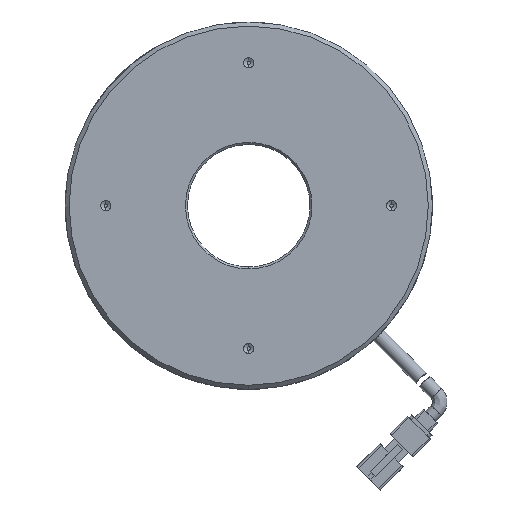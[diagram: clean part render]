
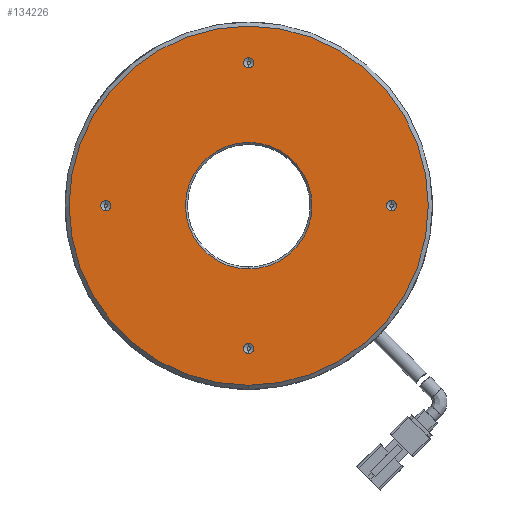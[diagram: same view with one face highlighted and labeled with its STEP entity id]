
A CAD part, front view. The second image highlights one B-rep face of the part: STEP entity #134226.
In plain terms, the highlighted planar face has unit normal (0, -1, 0).
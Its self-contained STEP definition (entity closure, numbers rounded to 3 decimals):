
#3610 = ORIENTED_EDGE ( 'NONE', *, *, #100786, .F. ) ;
#4166 = FACE_BOUND ( 'NONE', #98410, .T. ) ;
#4852 = ORIENTED_EDGE ( 'NONE', *, *, #121494, .F. ) ;
#7127 = EDGE_CURVE ( 'NONE', #130393, #85038, #51395, .T. ) ;
#11156 = CARTESIAN_POINT ( 'NONE',  ( -29.782, 3.918, 0. ) ) ;
#13427 = CIRCLE ( 'NONE', #78859, 1.25 ) ;
#20017 = PLANE ( 'NONE',  #100986 ) ;
#21331 = VERTEX_POINT ( 'NONE', #68288 ) ;
#21525 = CARTESIAN_POINT ( 'NONE',  ( -29.782, 3.918, 0. ) ) ;
#22392 = DIRECTION ( 'NONE',  ( 0., 0., 1. ) ) ;
#23062 = ORIENTED_EDGE ( 'NONE', *, *, #140523, .F. ) ;
#29042 = CARTESIAN_POINT ( 'NONE',  ( -29.782, 3.918, 35. ) ) ;
#32536 = ORIENTED_EDGE ( 'NONE', *, *, #79517, .F. ) ;
#32774 = DIRECTION ( 'NONE',  ( 0., 0., 1. ) ) ;
#33742 = CARTESIAN_POINT ( 'NONE',  ( -29.782, 3.918, 0. ) ) ;
#33939 = FACE_BOUND ( 'NONE', #70248, .T. ) ;
#35256 = AXIS2_PLACEMENT_3D ( 'NONE', #116983, #49863, #128304 ) ;
#37261 = CIRCLE ( 'NONE', #86897, 1.25 ) ;
#40341 = DIRECTION ( 'NONE',  ( 0., 0., -1. ) ) ;
#43096 = CARTESIAN_POINT ( 'NONE',  ( -64.782, 3.918, 1.25 ) ) ;
#43102 = EDGE_LOOP ( 'NONE', ( #3610, #58110 ) ) ;
#45087 = DIRECTION ( 'NONE',  ( 0., 0., -1. ) ) ;
#45628 = AXIS2_PLACEMENT_3D ( 'NONE', #64443, #142836, #75694 ) ;
#46148 = ORIENTED_EDGE ( 'NONE', *, *, #7127, .F. ) ;
#46892 = CIRCLE ( 'NONE', #89729, 44. ) ;
#47091 = DIRECTION ( 'NONE',  ( 0., -1., 0. ) ) ;
#49863 = DIRECTION ( 'NONE',  ( 0., -1., 0. ) ) ;
#51395 = CIRCLE ( 'NONE', #90978, 1.25 ) ;
#51985 = EDGE_LOOP ( 'NONE', ( #4852, #32536 ) ) ;
#52371 = DIRECTION ( 'NONE',  ( 0., -1., 0. ) ) ;
#54888 = CARTESIAN_POINT ( 'NONE',  ( -14.782, 3.918, 0. ) ) ;
#55194 = EDGE_LOOP ( 'NONE', ( #94083, #63303 ) ) ;
#56787 = CARTESIAN_POINT ( 'NONE',  ( 5.218, 3.918, 0. ) ) ;
#56982 = CIRCLE ( 'NONE', #129710, 44. ) ;
#58110 = ORIENTED_EDGE ( 'NONE', *, *, #102338, .F. ) ;
#59657 = CARTESIAN_POINT ( 'NONE',  ( -29.782, 3.918, 36.25 ) ) ;
#62091 = ORIENTED_EDGE ( 'NONE', *, *, #139906, .F. ) ;
#62389 = CARTESIAN_POINT ( 'NONE',  ( -29.782, 3.918, -36.25 ) ) ;
#63303 = ORIENTED_EDGE ( 'NONE', *, *, #116470, .F. ) ;
#63817 = FACE_OUTER_BOUND ( 'NONE', #51985, .T. ) ;
#64099 = DIRECTION ( 'NONE',  ( 0., -1., 0. ) ) ;
#64109 = DIRECTION ( 'NONE',  ( 0., -1., 0. ) ) ;
#64443 = CARTESIAN_POINT ( 'NONE',  ( 5.218, 3.918, 0. ) ) ;
#66138 = DIRECTION ( 'NONE',  ( 0., 0., 1. ) ) ;
#66391 = CARTESIAN_POINT ( 'NONE',  ( -29.782, 3.918, 35. ) ) ;
#68007 = DIRECTION ( 'NONE',  ( 0., 0., -1. ) ) ;
#68288 = CARTESIAN_POINT ( 'NONE',  ( 5.218, 3.918, 1.25 ) ) ;
#70248 = EDGE_LOOP ( 'NONE', ( #46148, #23062 ) ) ;
#71379 = AXIS2_PLACEMENT_3D ( 'NONE', #33742, #112230, #45087 ) ;
#72574 = CARTESIAN_POINT ( 'NONE',  ( -29.782, 3.918, -44. ) ) ;
#73415 = VERTEX_POINT ( 'NONE', #59657 ) ;
#75694 = DIRECTION ( 'NONE',  ( 0., 0., -1. ) ) ;
#76343 = ORIENTED_EDGE ( 'NONE', *, *, #97915, .F. ) ;
#77083 = EDGE_CURVE ( 'NONE', #98853, #104359, #37261, .T. ) ;
#77637 = DIRECTION ( 'NONE',  ( 0., 0., -1. ) ) ;
#78859 = AXIS2_PLACEMENT_3D ( 'NONE', #131275, #64099, #142520 ) ;
#79517 = EDGE_CURVE ( 'NONE', #115324, #117905, #56982, .T. ) ;
#81155 = ORIENTED_EDGE ( 'NONE', *, *, #96043, .F. ) ;
#81449 = AXIS2_PLACEMENT_3D ( 'NONE', #29042, #107494, #40341 ) ;
#85038 = VERTEX_POINT ( 'NONE', #43096 ) ;
#85162 = CARTESIAN_POINT ( 'NONE',  ( -29.782, 3.918, -33.75 ) ) ;
#86683 = CARTESIAN_POINT ( 'NONE',  ( -64.782, 3.918, -1.25 ) ) ;
#86897 = AXIS2_PLACEMENT_3D ( 'NONE', #119450, #52371, #130781 ) ;
#89566 = DIRECTION ( 'NONE',  ( 0., 1., 0. ) ) ;
#89729 = AXIS2_PLACEMENT_3D ( 'NONE', #11156, #89566, #22392 ) ;
#90978 = AXIS2_PLACEMENT_3D ( 'NONE', #114227, #47091, #125532 ) ;
#93503 = CIRCLE ( 'NONE', #45628, 1.25 ) ;
#93576 = FACE_BOUND ( 'NONE', #108751, .T. ) ;
#94083 = ORIENTED_EDGE ( 'NONE', *, *, #114049, .F. ) ;
#94250 = CIRCLE ( 'NONE', #142206, 1.25 ) ;
#96043 = EDGE_CURVE ( 'NONE', #119627, #21331, #93503, .T. ) ;
#97915 = EDGE_CURVE ( 'NONE', #104359, #98853, #13427, .T. ) ;
#98041 = VERTEX_POINT ( 'NONE', #120945 ) ;
#98410 = EDGE_LOOP ( 'NONE', ( #81155, #62091 ) ) ;
#98853 = VERTEX_POINT ( 'NONE', #62389 ) ;
#100025 = DIRECTION ( 'NONE',  ( 0., 1., 0. ) ) ;
#100729 = CIRCLE ( 'NONE', #71379, 15.5 ) ;
#100786 = EDGE_CURVE ( 'NONE', #109317, #133387, #140120, .T. ) ;
#100986 = AXIS2_PLACEMENT_3D ( 'NONE', #54888, #133288, #66138 ) ;
#102338 = EDGE_CURVE ( 'NONE', #133387, #109317, #100729, .T. ) ;
#104292 = CIRCLE ( 'NONE', #35256, 1.25 ) ;
#104359 = VERTEX_POINT ( 'NONE', #85162 ) ;
#107494 = DIRECTION ( 'NONE',  ( 0., -1., 0. ) ) ;
#108751 = EDGE_LOOP ( 'NONE', ( #128769, #76343 ) ) ;
#109317 = VERTEX_POINT ( 'NONE', #135563 ) ;
#112022 = AXIS2_PLACEMENT_3D ( 'NONE', #66391, #144784, #77637 ) ;
#112230 = DIRECTION ( 'NONE',  ( 0., -1., 0. ) ) ;
#114049 = EDGE_CURVE ( 'NONE', #98041, #73415, #115857, .T. ) ;
#114227 = CARTESIAN_POINT ( 'NONE',  ( -64.782, 3.918, 0. ) ) ;
#114408 = CARTESIAN_POINT ( 'NONE',  ( -29.782, 3.918, 44. ) ) ;
#115324 = VERTEX_POINT ( 'NONE', #72574 ) ;
#115807 = CARTESIAN_POINT ( 'NONE',  ( 5.218, 3.918, -1.25 ) ) ;
#115857 = CIRCLE ( 'NONE', #112022, 1.25 ) ;
#116470 = EDGE_CURVE ( 'NONE', #73415, #98041, #135692, .T. ) ;
#116983 = CARTESIAN_POINT ( 'NONE',  ( -64.782, 3.918, 0. ) ) ;
#117905 = VERTEX_POINT ( 'NONE', #114408 ) ;
#119450 = CARTESIAN_POINT ( 'NONE',  ( -29.782, 3.918, -35. ) ) ;
#119627 = VERTEX_POINT ( 'NONE', #115807 ) ;
#119896 = AXIS2_PLACEMENT_3D ( 'NONE', #131287, #64109, #142529 ) ;
#119917 = FACE_BOUND ( 'NONE', #43102, .T. ) ;
#120945 = CARTESIAN_POINT ( 'NONE',  ( -29.782, 3.918, 33.75 ) ) ;
#121494 = EDGE_CURVE ( 'NONE', #117905, #115324, #46892, .T. ) ;
#123474 = FACE_BOUND ( 'NONE', #55194, .T. ) ;
#125532 = DIRECTION ( 'NONE',  ( 0., 0., -1. ) ) ;
#128304 = DIRECTION ( 'NONE',  ( 0., 0., -1. ) ) ;
#128628 = CARTESIAN_POINT ( 'NONE',  ( -29.782, 3.918, 15.5 ) ) ;
#128769 = ORIENTED_EDGE ( 'NONE', *, *, #77083, .F. ) ;
#129710 = AXIS2_PLACEMENT_3D ( 'NONE', #21525, #100025, #32774 ) ;
#130393 = VERTEX_POINT ( 'NONE', #86683 ) ;
#130781 = DIRECTION ( 'NONE',  ( 0., 0., -1. ) ) ;
#131275 = CARTESIAN_POINT ( 'NONE',  ( -29.782, 3.918, -35. ) ) ;
#131287 = CARTESIAN_POINT ( 'NONE',  ( -29.782, 3.918, 0. ) ) ;
#133288 = DIRECTION ( 'NONE',  ( 0., 1., 0. ) ) ;
#133387 = VERTEX_POINT ( 'NONE', #128628 ) ;
#134226 = ADVANCED_FACE ( 'NONE', ( #123474, #4166, #93576, #33939, #63817, #119917 ), #20017, .F. ) ;
#135147 = DIRECTION ( 'NONE',  ( 0., -1., 0. ) ) ;
#135563 = CARTESIAN_POINT ( 'NONE',  ( -29.782, 3.918, -15.5 ) ) ;
#135692 = CIRCLE ( 'NONE', #81449, 1.25 ) ;
#139906 = EDGE_CURVE ( 'NONE', #21331, #119627, #94250, .T. ) ;
#140120 = CIRCLE ( 'NONE', #119896, 15.5 ) ;
#140523 = EDGE_CURVE ( 'NONE', #85038, #130393, #104292, .T. ) ;
#142206 = AXIS2_PLACEMENT_3D ( 'NONE', #56787, #135147, #68007 ) ;
#142520 = DIRECTION ( 'NONE',  ( 0., 0., -1. ) ) ;
#142529 = DIRECTION ( 'NONE',  ( 0., 0., -1. ) ) ;
#142836 = DIRECTION ( 'NONE',  ( 0., -1., 0. ) ) ;
#144784 = DIRECTION ( 'NONE',  ( 0., -1., 0. ) ) ;
